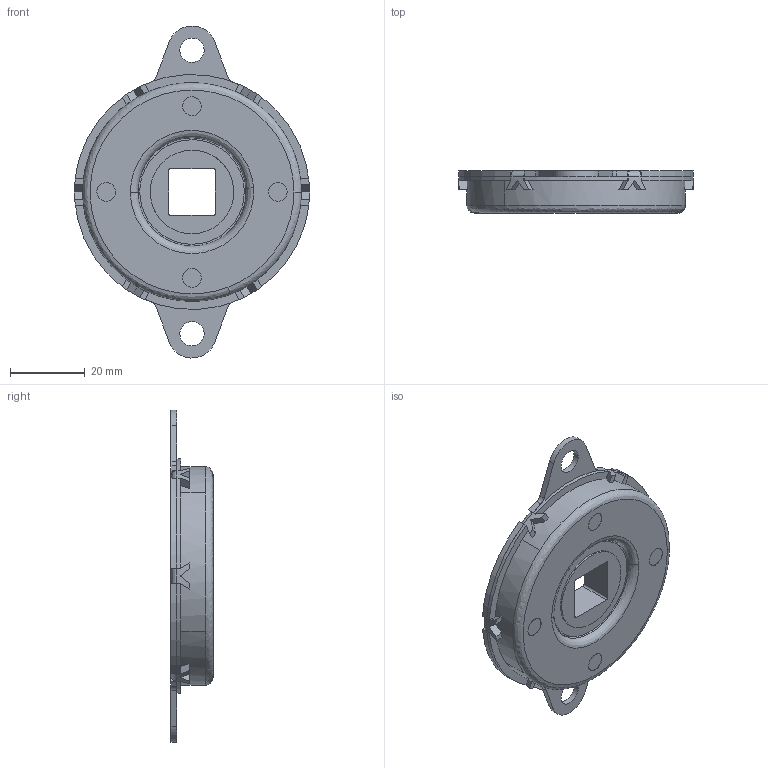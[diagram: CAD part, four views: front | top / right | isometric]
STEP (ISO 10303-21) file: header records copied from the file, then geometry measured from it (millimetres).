
FILE_DESCRIPTION((''),'2;1');
FILE_NAME('','2005-04-20T11:39:02',(''),(''),'','CADfix','');
FILE_SCHEMA(('AUTOMOTIVE_DESIGN'));
Length unit declared in the file: millimetre
Products named in the file (3): inner ring; body; TM_274A_67_LR_583_36
Assembly tree (2 placements, depth 2):
  TM_274A_67_LR_583_36
    inner ring
    body
Bounding box: 63 x 11.3 x 88.99 mm (x, y, z)
Volume: 28997 mm3; surface area: 11564.7 mm2
Topology: 2 solids, 2 shells, 193 faces, 588 edges, 410 vertices
Faces by surface type: bspline 193
Entity records: 6717 total; most frequent: CARTESIAN_POINT 3455, ORIENTED_EDGE 1176, EDGE_CURVE 588, VERTEX_POINT 410, QUASI_UNIFORM_CURVE 254, EDGE_LOOP 212, FACE_OUTER_BOUND 193, ADVANCED_FACE 193
